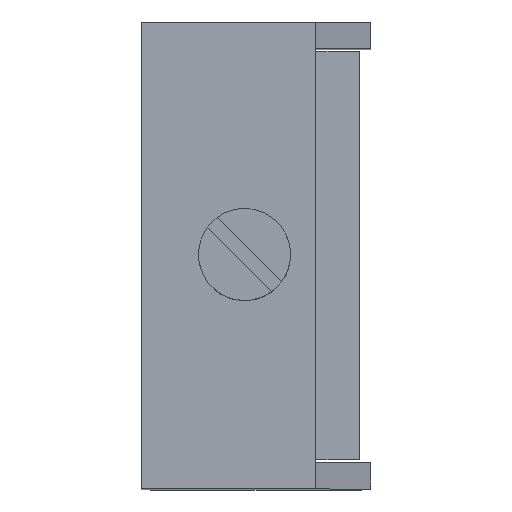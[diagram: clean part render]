
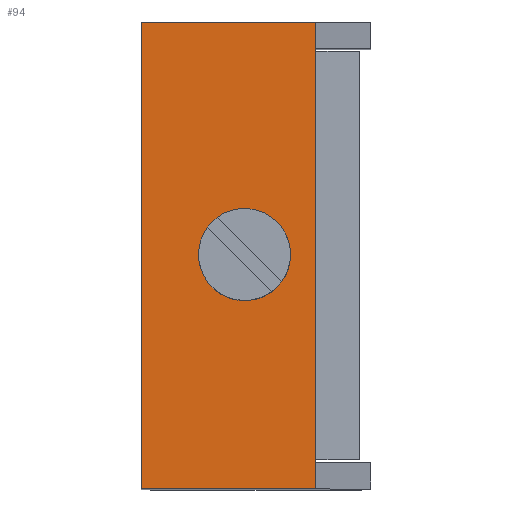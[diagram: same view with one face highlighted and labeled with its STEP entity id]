
A CAD part, top view. The second image highlights one B-rep face of the part: STEP entity #94.
In plain terms, the highlighted planar face has unit normal (0, 0, 1).
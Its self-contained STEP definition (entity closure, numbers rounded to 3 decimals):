
#94=ADVANCED_FACE('',(#229,#230),#231,.T.);
#229=FACE_OUTER_BOUND('',#404,.T.);
#230=FACE_BOUND('',#405,.T.);
#231=PLANE('',#406);
#404=EDGE_LOOP('',(#621,#622,#623,#624));
#405=EDGE_LOOP('',(#625,#626));
#406=AXIS2_PLACEMENT_3D('',#627,#628,#629);
#621=ORIENTED_EDGE('',*,*,#1121,.T.);
#622=ORIENTED_EDGE('',*,*,#1122,.F.);
#623=ORIENTED_EDGE('',*,*,#1123,.T.);
#624=ORIENTED_EDGE('',*,*,#1124,.T.);
#625=ORIENTED_EDGE('',*,*,#1125,.T.);
#626=ORIENTED_EDGE('',*,*,#1126,.T.);
#627=CARTESIAN_POINT('',(0.0,20.3,55.));
#628=DIRECTION('',(0.,0.,1.0));
#629=DIRECTION('',(-1.0,0.,0.));
#1121=EDGE_CURVE('',#1363,#1364,#1365,.T.);
#1122=EDGE_CURVE('',#1366,#1364,#1367,.T.);
#1123=EDGE_CURVE('',#1366,#1368,#1369,.T.);
#1124=EDGE_CURVE('',#1368,#1363,#1370,.T.);
#1125=EDGE_CURVE('',#1371,#1372,#1373,.T.);
#1126=EDGE_CURVE('',#1372,#1371,#1374,.T.);
#1363=VERTEX_POINT('',#1709);
#1364=VERTEX_POINT('',#1710);
#1365=LINE('',#1711,#1712);
#1366=VERTEX_POINT('',#1713);
#1367=LINE('',#1714,#1715);
#1368=VERTEX_POINT('',#1716);
#1369=LINE('',#1717,#1718);
#1370=LINE('',#1719,#1720);
#1371=VERTEX_POINT('',#1721);
#1372=VERTEX_POINT('',#1722);
#1373=CIRCLE('',#1723,2.0);
#1374=CIRCLE('',#1724,2.0);
#1709=CARTESIAN_POINT('',(0.0,40.6,55.));
#1710=CARTESIAN_POINT('',(0.0,0.0,55.));
#1711=CARTESIAN_POINT('',(0.0,20.3,55.));
#1712=VECTOR('',#2078,1.0);
#1713=CARTESIAN_POINT('',(15.2,0.0,55.));
#1714=CARTESIAN_POINT('',(15.2,0.0,55.));
#1715=VECTOR('',#2079,1.0);
#1716=CARTESIAN_POINT('',(15.2,40.6,55.));
#1717=CARTESIAN_POINT('',(15.2,20.3,55.));
#1718=VECTOR('',#2080,1.0);
#1719=CARTESIAN_POINT('',(15.2,40.6,55.));
#1720=VECTOR('',#2081,1.0);
#1721=CARTESIAN_POINT('',(9.0,18.3,55.));
#1722=CARTESIAN_POINT('',(9.0,22.3,55.));
#1723=AXIS2_PLACEMENT_3D('',#2082,#2083,#2084);
#1724=AXIS2_PLACEMENT_3D('',#2085,#2086,#2087);
#2078=DIRECTION('',(0.,-1.0,0.));
#2079=DIRECTION('',(-1.0,0.,0.));
#2080=DIRECTION('',(0.,1.0,0.));
#2081=DIRECTION('',(-1.0,0.,0.));
#2082=CARTESIAN_POINT('',(9.0,20.3,55.));
#2083=DIRECTION('',(0.,0.,-1.0));
#2084=DIRECTION('',(0.,1.0,0.));
#2085=CARTESIAN_POINT('',(9.0,20.3,55.));
#2086=DIRECTION('',(0.,0.,-1.0));
#2087=DIRECTION('',(0.,1.0,0.));
